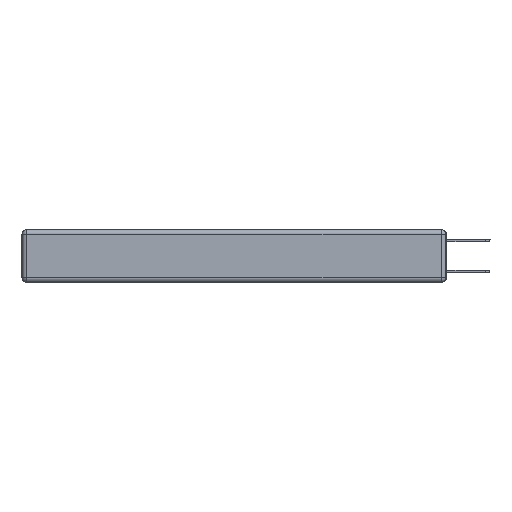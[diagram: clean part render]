
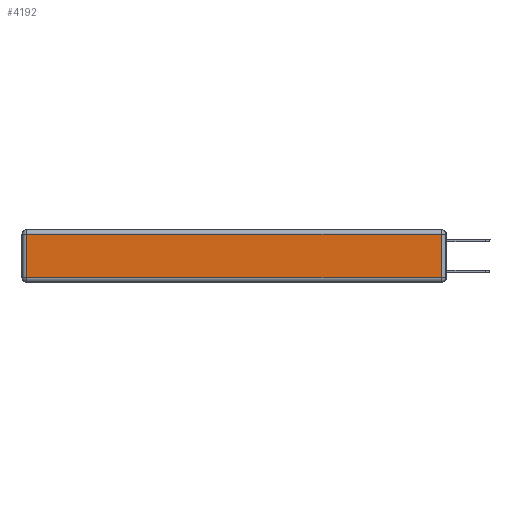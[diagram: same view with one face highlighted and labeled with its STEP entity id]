
A CAD part, left-side view. The second image highlights one B-rep face of the part: STEP entity #4192.
In plain terms, the highlighted planar face has unit normal (-1, 0, 0).
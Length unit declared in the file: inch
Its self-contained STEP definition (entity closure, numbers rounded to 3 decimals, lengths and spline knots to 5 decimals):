
#319 = DIRECTION ( 'NONE',  ( 0., 1., 0. ) ) ;
#1026 = LINE ( 'NONE', #7172, #6416 ) ;
#1343 = DIRECTION ( 'NONE',  ( 0., -1., 0. ) ) ;
#1525 = VECTOR ( 'NONE', #319, 39.37008 ) ;
#1908 = LINE ( 'NONE', #8441, #18261 ) ;
#3274 = VERTEX_POINT ( 'NONE', #17655 ) ;
#4192 = ADVANCED_FACE ( 'NONE', ( #7096 ), #19430, .T. ) ;
#4552 = ORIENTED_EDGE ( 'NONE', *, *, #10986, .T. ) ;
#4599 = EDGE_CURVE ( 'NONE', #8067, #3274, #1026, .T. ) ;
#6356 = CARTESIAN_POINT ( 'NONE',  ( 0., 2.72, -0.03 ) ) ;
#6416 = VECTOR ( 'NONE', #17783, 39.37008 ) ;
#6743 = AXIS2_PLACEMENT_3D ( 'NONE', #11979, #13304, #15035 ) ;
#7096 = FACE_OUTER_BOUND ( 'NONE', #17466, .T. ) ;
#7172 = CARTESIAN_POINT ( 'NONE',  ( 0., 0.03, -0.343 ) ) ;
#8067 = VERTEX_POINT ( 'NONE', #19594 ) ;
#8085 = VERTEX_POINT ( 'NONE', #11735 ) ;
#8441 = CARTESIAN_POINT ( 'NONE',  ( 0., 2.72, -0.343 ) ) ;
#9015 = LINE ( 'NONE', #20034, #14922 ) ;
#9686 = ORIENTED_EDGE ( 'NONE', *, *, #4599, .T. ) ;
#10174 = EDGE_CURVE ( 'NONE', #19934, #8085, #1908, .T. ) ;
#10986 = EDGE_CURVE ( 'NONE', #8085, #8067, #9015, .T. ) ;
#11735 = CARTESIAN_POINT ( 'NONE',  ( 0., 2.72, -0.313 ) ) ;
#11979 = CARTESIAN_POINT ( 'NONE',  ( 0., 0., -0.343 ) ) ;
#13261 = ORIENTED_EDGE ( 'NONE', *, *, #15378, .T. ) ;
#13304 = DIRECTION ( 'NONE',  ( -1., 0., 0. ) ) ;
#13729 = ORIENTED_EDGE ( 'NONE', *, *, #10174, .T. ) ;
#14300 = LINE ( 'NONE', #15933, #1525 ) ;
#14922 = VECTOR ( 'NONE', #1343, 39.37008 ) ;
#15035 = DIRECTION ( 'NONE',  ( 0., 0., 1. ) ) ;
#15378 = EDGE_CURVE ( 'NONE', #3274, #19934, #14300, .T. ) ;
#15933 = CARTESIAN_POINT ( 'NONE',  ( 0., 2.75, -0.03 ) ) ;
#17466 = EDGE_LOOP ( 'NONE', ( #4552, #9686, #13261, #13729 ) ) ;
#17532 = DIRECTION ( 'NONE',  ( 0., 0., -1. ) ) ;
#17655 = CARTESIAN_POINT ( 'NONE',  ( 0., 0.03, -0.03 ) ) ;
#17783 = DIRECTION ( 'NONE',  ( 0., 0., 1. ) ) ;
#18261 = VECTOR ( 'NONE', #17532, 39.37008 ) ;
#19430 = PLANE ( 'NONE',  #6743 ) ;
#19594 = CARTESIAN_POINT ( 'NONE',  ( 0., 0.03, -0.313 ) ) ;
#19934 = VERTEX_POINT ( 'NONE', #6356 ) ;
#20034 = CARTESIAN_POINT ( 'NONE',  ( 0., 0., -0.313 ) ) ;
